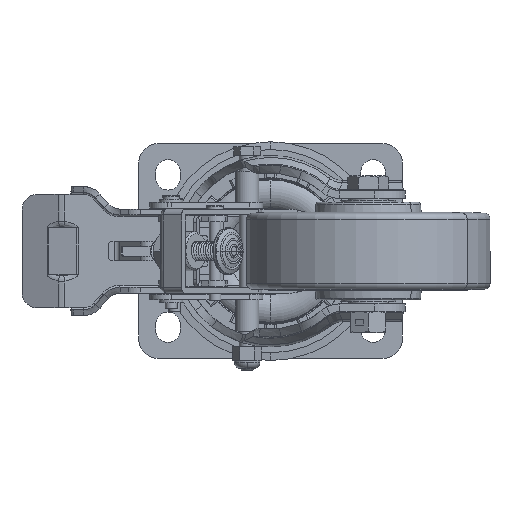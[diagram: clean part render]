
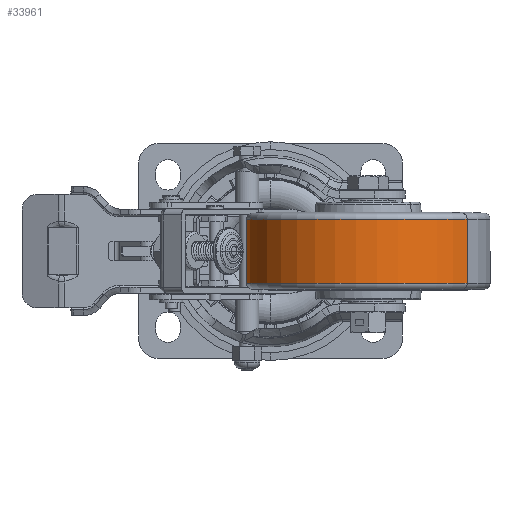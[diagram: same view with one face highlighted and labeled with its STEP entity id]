
A CAD part, front view. The second image highlights one B-rep face of the part: STEP entity #33961.
In plain terms, the highlighted cylindrical face has radius 62.5 mm (diameter 125 mm), a partial arc.
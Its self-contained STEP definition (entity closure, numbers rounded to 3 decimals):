
#817 = LINE ( 'NONE', #39594, #24040 ) ;
#3390 = CARTESIAN_POINT ( 'NONE',  ( -0.626, -70.851, 16.418 ) ) ;
#4695 = CARTESIAN_POINT ( 'NONE',  ( 100.626, -144.152, -16.418 ) ) ;
#5200 = CARTESIAN_POINT ( 'NONE',  ( 50., -107.502, 32.348 ) ) ;
#6679 = CARTESIAN_POINT ( 'NONE',  ( 100.626, -144.152, 32.348 ) ) ;
#7704 = AXIS2_PLACEMENT_3D ( 'NONE', #22242, #32901, #64604 ) ;
#8484 = EDGE_CURVE ( 'NONE', #10220, #17506, #27888, .T. ) ;
#8691 = CIRCLE ( 'NONE', #25615, 62.5 ) ;
#10136 = LINE ( 'NONE', #6679, #51593 ) ;
#10220 = VERTEX_POINT ( 'NONE', #22115 ) ;
#16725 = CARTESIAN_POINT ( 'NONE',  ( 100.626, -144.152, 16.418 ) ) ;
#17371 = DIRECTION ( 'NONE',  ( 0., 0., 1. ) ) ;
#17506 = VERTEX_POINT ( 'NONE', #4695 ) ;
#19820 = AXIS2_PLACEMENT_3D ( 'NONE', #5200, #31163, #42520 ) ;
#20348 = VERTEX_POINT ( 'NONE', #3390 ) ;
#22115 = CARTESIAN_POINT ( 'NONE',  ( -0.626, -70.851, -16.418 ) ) ;
#22242 = CARTESIAN_POINT ( 'NONE',  ( 50., -107.502, -16.418 ) ) ;
#24040 = VECTOR ( 'NONE', #55732, 1000. ) ;
#25615 = AXIS2_PLACEMENT_3D ( 'NONE', #36771, #36996, #25823 ) ;
#25823 = DIRECTION ( 'NONE',  ( -0.81, 0.586, 0. ) ) ;
#27888 = CIRCLE ( 'NONE', #7704, 62.5 ) ;
#28234 = ORIENTED_EDGE ( 'NONE', *, *, #8484, .T. ) ;
#28409 = ORIENTED_EDGE ( 'NONE', *, *, #68244, .T. ) ;
#31163 = DIRECTION ( 'NONE',  ( 0., 0., 1. ) ) ;
#32901 = DIRECTION ( 'NONE',  ( 0., 0., 1. ) ) ;
#33961 = ADVANCED_FACE ( 'NONE', ( #52810 ), #56926, .T. ) ;
#35346 = EDGE_LOOP ( 'NONE', ( #38752, #28234, #42128, #28409 ) ) ;
#36771 = CARTESIAN_POINT ( 'NONE',  ( 50., -107.502, 16.418 ) ) ;
#36996 = DIRECTION ( 'NONE',  ( 0., 0., -1. ) ) ;
#38752 = ORIENTED_EDGE ( 'NONE', *, *, #62609, .F. ) ;
#39594 = CARTESIAN_POINT ( 'NONE',  ( -0.626, -70.851, 32.348 ) ) ;
#42128 = ORIENTED_EDGE ( 'NONE', *, *, #49425, .T. ) ;
#42520 = DIRECTION ( 'NONE',  ( 0.81, -0.586, 0. ) ) ;
#49425 = EDGE_CURVE ( 'NONE', #17506, #59283, #10136, .T. ) ;
#51593 = VECTOR ( 'NONE', #17371, 1000. ) ;
#52810 = FACE_OUTER_BOUND ( 'NONE', #35346, .T. ) ;
#55732 = DIRECTION ( 'NONE',  ( 0., 0., 1. ) ) ;
#56926 = CYLINDRICAL_SURFACE ( 'NONE', #19820, 62.5 ) ;
#59283 = VERTEX_POINT ( 'NONE', #16725 ) ;
#62609 = EDGE_CURVE ( 'NONE', #10220, #20348, #817, .T. ) ;
#64604 = DIRECTION ( 'NONE',  ( -0.81, 0.586, 0. ) ) ;
#68244 = EDGE_CURVE ( 'NONE', #59283, #20348, #8691, .T. ) ;
